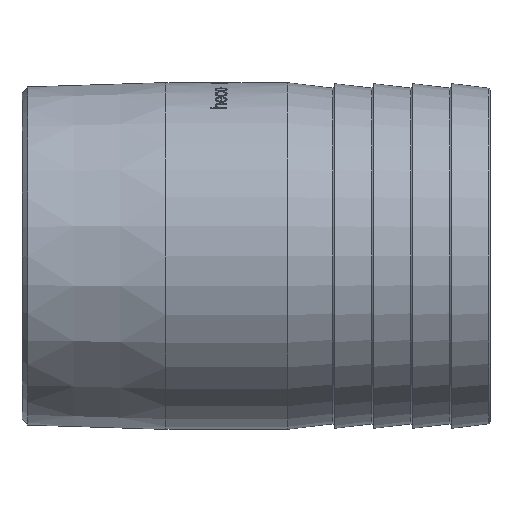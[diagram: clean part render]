
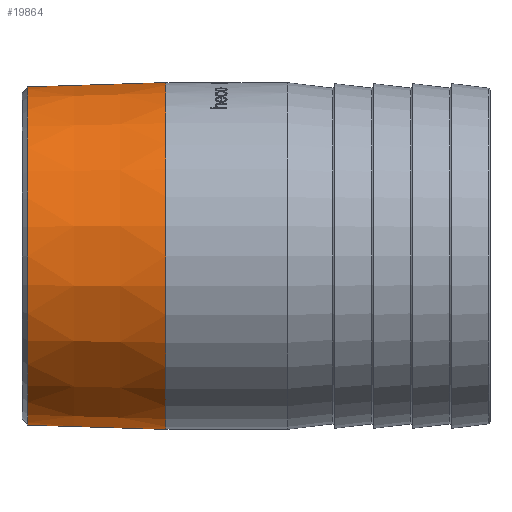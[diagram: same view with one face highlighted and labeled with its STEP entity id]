
A CAD part, front view. The second image highlights one B-rep face of the part: STEP entity #19864.
In plain terms, the highlighted conical face has half-angle 1.79 degrees and reference radius 43.94 mm.
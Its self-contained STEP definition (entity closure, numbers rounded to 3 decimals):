
#445 = AXIS2_PLACEMENT_3D ( 'NONE', #8959, #17532, #15843 ) ;
#2381 = CARTESIAN_POINT ( 'NONE',  ( -83.08, 0., -44.45 ) ) ;
#2998 = EDGE_CURVE ( 'NONE', #3519, #3519, #26365, .T. ) ;
#3519 = VERTEX_POINT ( 'NONE', #18840 ) ;
#6659 = AXIS2_PLACEMENT_3D ( 'NONE', #26487, #13716, #9508 ) ;
#6738 = ORIENTED_EDGE ( 'NONE', *, *, #26195, .F. ) ;
#8429 = FACE_OUTER_BOUND ( 'NONE', #12380, .T. ) ;
#8542 = CONICAL_SURFACE ( 'NONE', #445, 43.94, 0.031 ) ;
#8959 = CARTESIAN_POINT ( 'NONE',  ( -99.4, 0., 0. ) ) ;
#9508 = DIRECTION ( 'NONE',  ( 0., 0., -1. ) ) ;
#10501 = DIRECTION ( 'NONE',  ( 0., 0., -1. ) ) ;
#12380 = EDGE_LOOP ( 'NONE', ( #6738 ) ) ;
#13444 = FACE_BOUND ( 'NONE', #14369, .T. ) ;
#13716 = DIRECTION ( 'NONE',  ( 1., 0., 0. ) ) ;
#14369 = EDGE_LOOP ( 'NONE', ( #18413 ) ) ;
#14574 = CARTESIAN_POINT ( 'NONE',  ( -83.08, 0., 0. ) ) ;
#15843 = DIRECTION ( 'NONE',  ( 0., 0., -1. ) ) ;
#17532 = DIRECTION ( 'NONE',  ( 1., 0., 0. ) ) ;
#17568 = CIRCLE ( 'NONE', #18469, 44.45 ) ;
#18413 = ORIENTED_EDGE ( 'NONE', *, *, #2998, .T. ) ;
#18469 = AXIS2_PLACEMENT_3D ( 'NONE', #14574, #20624, #10501 ) ;
#18840 = CARTESIAN_POINT ( 'NONE',  ( -118.472, 0., -43.344 ) ) ;
#19864 = ADVANCED_FACE ( 'NONE', ( #13444, #8429 ), #8542, .T. ) ;
#20624 = DIRECTION ( 'NONE',  ( 1., 0., 0. ) ) ;
#21358 = VERTEX_POINT ( 'NONE', #2381 ) ;
#26195 = EDGE_CURVE ( 'NONE', #21358, #21358, #17568, .T. ) ;
#26365 = CIRCLE ( 'NONE', #6659, 43.344 ) ;
#26487 = CARTESIAN_POINT ( 'NONE',  ( -118.472, 0., 0. ) ) ;
